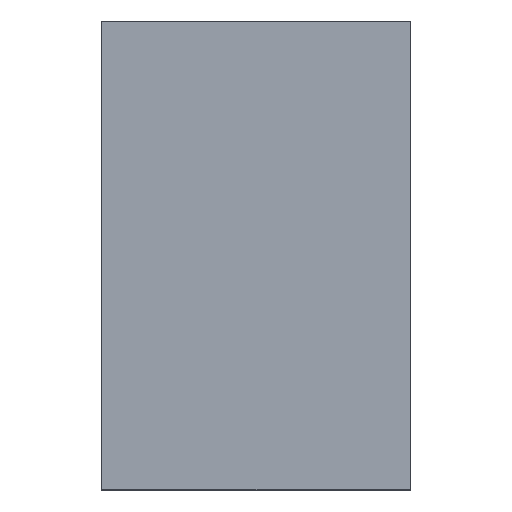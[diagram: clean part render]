
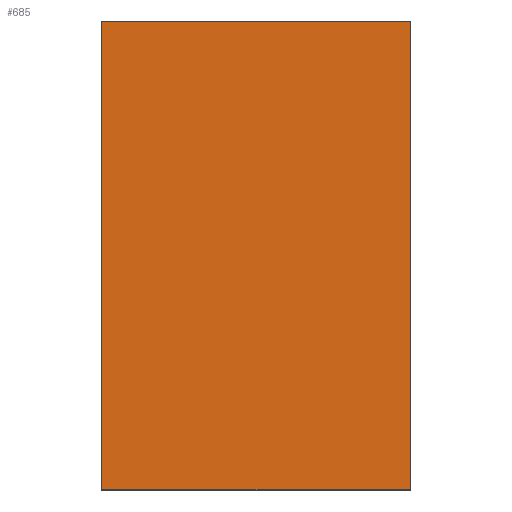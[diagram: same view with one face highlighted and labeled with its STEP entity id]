
A CAD part, top view. The second image highlights one B-rep face of the part: STEP entity #685.
In plain terms, the highlighted planar face has unit normal (0, 0, 1).
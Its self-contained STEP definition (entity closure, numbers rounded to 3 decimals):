
#306 = VERTEX_POINT('',#307);
#307 = CARTESIAN_POINT('',(-1.25,-9.65,10.2));
#315 = VERTEX_POINT('',#316);
#316 = CARTESIAN_POINT('',(-1.25,1.85,10.2));
#322 = EDGE_CURVE('',#306,#315,#323,.T.);
#323 = LINE('',#324,#325);
#324 = CARTESIAN_POINT('',(-1.25,-9.65,10.2));
#325 = VECTOR('',#326,1.);
#326 = DIRECTION('',(0.,1.,0.));
#338 = EDGE_CURVE('',#315,#339,#341,.T.);
#339 = VERTEX_POINT('',#340);
#340 = CARTESIAN_POINT('',(6.35,1.85,10.2));
#341 = LINE('',#342,#343);
#342 = CARTESIAN_POINT('',(-1.25,1.85,10.2));
#343 = VECTOR('',#344,1.);
#344 = DIRECTION('',(1.,0.,0.));
#362 = EDGE_CURVE('',#306,#363,#365,.T.);
#363 = VERTEX_POINT('',#364);
#364 = CARTESIAN_POINT('',(6.35,-9.65,10.2));
#365 = LINE('',#366,#367);
#366 = CARTESIAN_POINT('',(-1.25,-9.65,10.2));
#367 = VECTOR('',#368,1.);
#368 = DIRECTION('',(1.,0.,0.));
#387 = EDGE_CURVE('',#363,#339,#388,.T.);
#388 = LINE('',#389,#390);
#389 = CARTESIAN_POINT('',(6.35,-9.65,10.2));
#390 = VECTOR('',#391,1.);
#391 = DIRECTION('',(0.,1.,0.));
#685 = ADVANCED_FACE('',(#686),#692,.T.);
#686 = FACE_BOUND('',#687,.T.);
#687 = EDGE_LOOP('',(#688,#689,#690,#691));
#688 = ORIENTED_EDGE('',*,*,#322,.F.);
#689 = ORIENTED_EDGE('',*,*,#362,.T.);
#690 = ORIENTED_EDGE('',*,*,#387,.T.);
#691 = ORIENTED_EDGE('',*,*,#338,.F.);
#692 = PLANE('',#693);
#693 = AXIS2_PLACEMENT_3D('',#694,#695,#696);
#694 = CARTESIAN_POINT('',(-1.25,-9.65,10.2));
#695 = DIRECTION('',(0.,0.,1.));
#696 = DIRECTION('',(1.,0.,0.));
